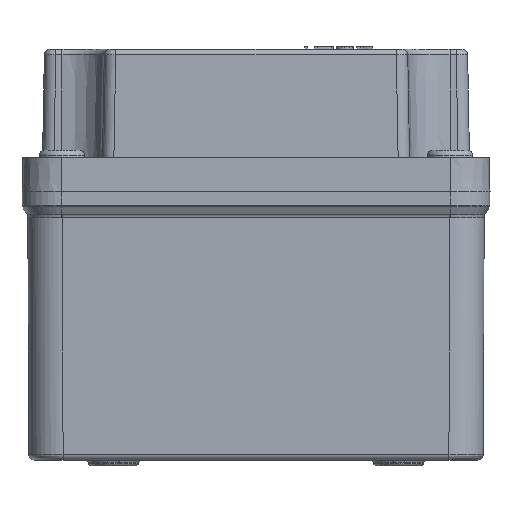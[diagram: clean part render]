
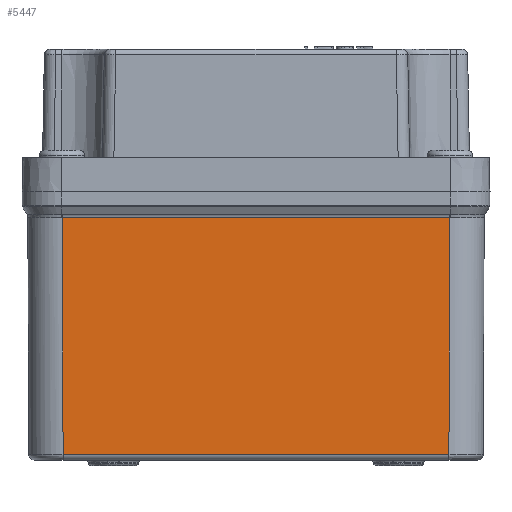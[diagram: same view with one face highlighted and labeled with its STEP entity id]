
A CAD part, front view. The second image highlights one B-rep face of the part: STEP entity #5447.
In plain terms, the highlighted planar face has unit normal (0, -1, -0.004).
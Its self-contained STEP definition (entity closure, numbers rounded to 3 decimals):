
#3748=LINE('',#25875,#4562);
#3749=LINE('',#25878,#4563);
#3750=LINE('',#25880,#4564);
#3751=LINE('',#25882,#4565);
#4562=VECTOR('',#19943,1.);
#4563=VECTOR('',#19944,1.);
#4564=VECTOR('',#19945,1.);
#4565=VECTOR('',#19946,1.);
#5447=ADVANCED_FACE('',(#6585),#6096,.T.);
#6096=PLANE('',#17282);
#6585=FACE_OUTER_BOUND('',#7481,.T.);
#7481=EDGE_LOOP('',(#9772,#9773,#9774,#9775));
#9772=ORIENTED_EDGE('',*,*,#14308,.T.);
#9773=ORIENTED_EDGE('',*,*,#14309,.T.);
#9774=ORIENTED_EDGE('',*,*,#14310,.T.);
#9775=ORIENTED_EDGE('',*,*,#14311,.T.);
#12733=VERTEX_POINT('',#25876);
#12734=VERTEX_POINT('',#25877);
#12735=VERTEX_POINT('',#25879);
#12736=VERTEX_POINT('',#25881);
#14308=EDGE_CURVE('',#12733,#12734,#3748,.T.);
#14309=EDGE_CURVE('',#12734,#12735,#3749,.T.);
#14310=EDGE_CURVE('',#12735,#12736,#3750,.T.);
#14311=EDGE_CURVE('',#12736,#12733,#3751,.T.);
#17282=AXIS2_PLACEMENT_3D('',#25883,#19947,#19948);
#19943=DIRECTION('',(0.004,-0.004,1.));
#19944=DIRECTION('',(-1.,0.,0.));
#19945=DIRECTION('',(0.004,0.004,-1.));
#19946=DIRECTION('',(1.,0.,0.));
#19947=DIRECTION('',(0.,-1.,-0.004));
#19948=DIRECTION('',(0.,-0.004,1.));
#25875=CARTESIAN_POINT('',(33.999,-64.999,-0.148));
#25876=CARTESIAN_POINT('',(33.799,-64.799,-46.004));
#25877=CARTESIAN_POINT('',(33.98,-64.98,-4.511));
#25878=CARTESIAN_POINT('',(-33.982,-64.98,-4.511));
#25879=CARTESIAN_POINT('',(-33.98,-64.98,-4.511));
#25880=CARTESIAN_POINT('',(-33.999,-64.999,-0.148));
#25881=CARTESIAN_POINT('',(-33.799,-64.799,-46.004));
#25882=CARTESIAN_POINT('',(33.795,-64.799,-46.004));
#25883=CARTESIAN_POINT('',(0.,-65.,0.));
